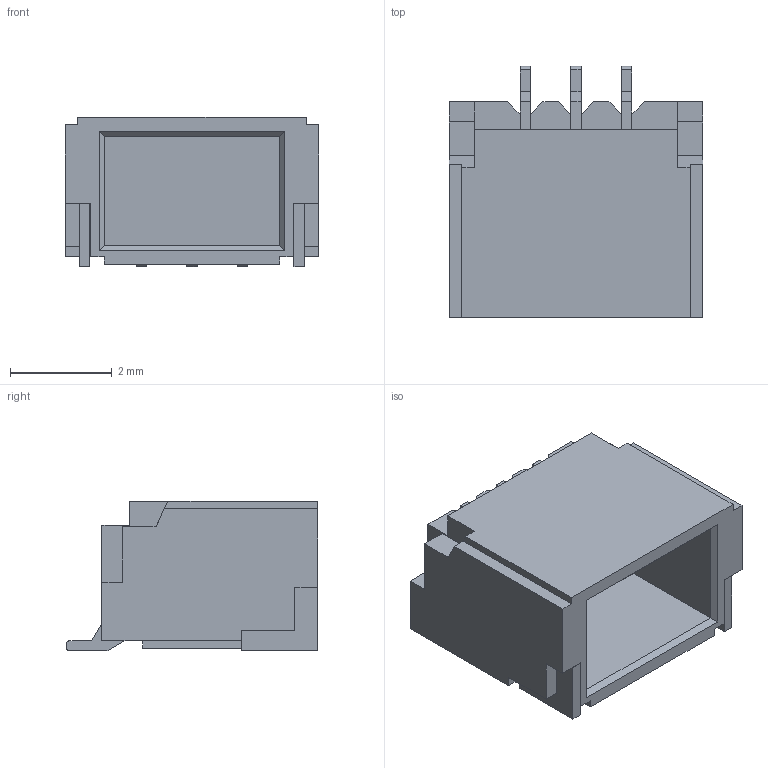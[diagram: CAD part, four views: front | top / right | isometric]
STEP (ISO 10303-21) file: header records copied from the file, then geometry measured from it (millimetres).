
FILE_DESCRIPTION(/* description */ ('Designed by EasyEDA Pro'),/* implementation_level */ '2;1');
FILE_NAME(/* name */ 'CONN-SMD_1x3P-P1.0-H_WAFER-SH1.0-3PWB.step',/* time_stamp */ '2024-01-01T17:28:22+08:00',/* author */ ('20220615'),/* organization */ ('Open CASCADE'),/* preprocessor_version */ 'ST-DEVELOPER v19',/* originating_system */ 'Autodesk Inventor 2023',/* authorisation */ 'Unknown');
FILE_SCHEMA (('AUTOMOTIVE_DESIGN { 1 0 10303 214 3 1 1 }'));
Length unit declared in the file: millimetre
Products named in the file (4): PCBModel; CN1; CONN-SMD_3P-P1.00-L5.0-W5.0; COMPOUND
Assembly tree (3 placements, depth 4):
  PCBModel
    CN1
      CONN-SMD_3P-P1.00-L5.0-W5.0
        COMPOUND
Bounding box: 5 x 4.95 x 2.95 mm (x, y, z)
Volume: 35 mm3; surface area: 151.8 mm2
Topology: 19 solids, 19 shells, 401 faces, 1061 edges, 706 vertices
Faces by surface type: plane 283, bspline 112, cylinder 6
Entity records: 14036 total; most frequent: CARTESIAN_POINT 3997, ORIENTED_EDGE 2122, DIRECTION 1621, EDGE_CURVE 1061, LINE 825, VECTOR 825, VERTEX_POINT 706, EDGE_LOOP 421
